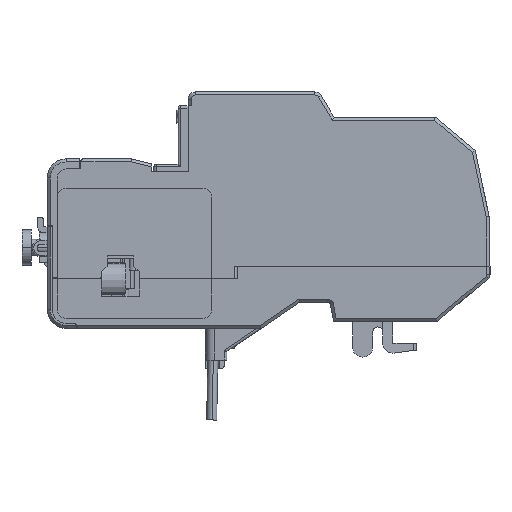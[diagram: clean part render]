
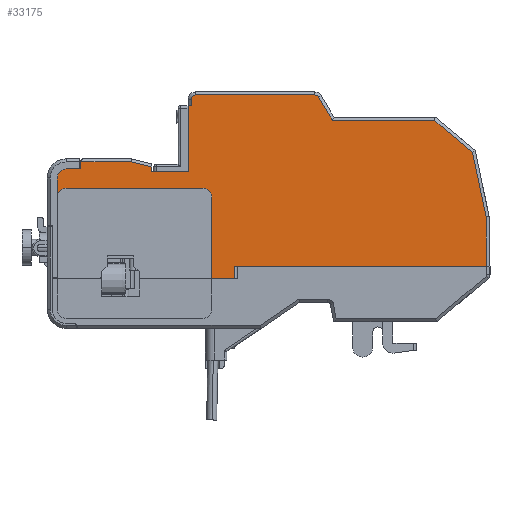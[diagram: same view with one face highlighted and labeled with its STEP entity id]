
A CAD part, left-side view. The second image highlights one B-rep face of the part: STEP entity #33175.
In plain terms, the highlighted planar face has unit normal (-1, 0, 0).
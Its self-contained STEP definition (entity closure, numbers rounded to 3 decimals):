
#259=DIRECTION('',(0.,1.,0.));
#260=VECTOR('',#259,7.2);
#261=CARTESIAN_POINT('',(-22.,9.7,18.8));
#262=LINE('',#261,#260);
#521=DIRECTION('',(0.,-1.,0.));
#522=VECTOR('',#521,4.5);
#523=CARTESIAN_POINT('',(-22.,5.,-2.4));
#524=LINE('',#523,#522);
#708=DIRECTION('',(0.,0.,-1.));
#709=VECTOR('',#708,3.8);
#710=CARTESIAN_POINT('',(-22.,35.7,17.6));
#711=LINE('',#710,#709);
#3349=DIRECTION('',(0.,0.,-1.));
#3350=VECTOR('',#3349,1.4);
#3351=CARTESIAN_POINT('',(-22.,31.,20.8));
#3352=LINE('',#3351,#3350);
#3728=DIRECTION('',(0.,-1.,0.));
#3729=VECTOR('',#3728,50.2);
#3730=CARTESIAN_POINT('',(-22.,0.5,0.));
#3731=LINE('',#3730,#3729);
#10742=DIRECTION('',(0.,0.,1.));
#10743=VECTOR('',#10742,16.2);
#10744=CARTESIAN_POINT('',(-22.,5.,-2.4));
#10745=LINE('',#10744,#10743);
#10746=CARTESIAN_POINT('',(-22.,6.8,13.8));
#10747=DIRECTION('',(-1.,0.,0.));
#10748=DIRECTION('',(0.,-1.,0.));
#10749=AXIS2_PLACEMENT_3D('',#10746,#10747,#10748);
#10751=DIRECTION('',(0.,1.,0.));
#10752=VECTOR('',#10751,27.1);
#10753=CARTESIAN_POINT('',(-22.,6.8,15.6));
#10754=LINE('',#10753,#10752);
#10755=CARTESIAN_POINT('',(-22.,33.9,13.8));
#10756=DIRECTION('',(-1.,0.,0.));
#10757=DIRECTION('',(0.,0.,1.));
#10758=AXIS2_PLACEMENT_3D('',#10755,#10756,#10757);
#10760=CARTESIAN_POINT('',(-22.,33.9,17.6));
#10761=DIRECTION('',(-1.,0.,0.));
#10762=DIRECTION('',(0.,0.,1.));
#10763=AXIS2_PLACEMENT_3D('',#10760,#10761,#10762);
#10765=DIRECTION('',(0.,-1.,0.));
#10766=VECTOR('',#10765,2.9);
#10767=CARTESIAN_POINT('',(-22.,33.9,19.4));
#10768=LINE('',#10767,#10766);
#10769=DIRECTION('',(0.,1.,0.));
#10770=VECTOR('',#10769,10.026);
#10771=CARTESIAN_POINT('',(-22.,20.974,20.8));
#10772=LINE('',#10771,#10770);
#10773=DIRECTION('',(0.,0.97,0.243));
#10774=VECTOR('',#10773,4.199);
#10775=CARTESIAN_POINT('',(-22.,16.9,19.782));
#10776=LINE('',#10775,#10774);
#10777=DIRECTION('',(0.,0.,1.));
#10778=VECTOR('',#10777,0.982);
#10779=CARTESIAN_POINT('',(-22.,16.9,18.8));
#10780=LINE('',#10779,#10778);
#10781=DIRECTION('',(0.,0.,1.));
#10782=VECTOR('',#10781,13.2);
#10783=CARTESIAN_POINT('',(-22.,9.7,18.8));
#10784=LINE('',#10783,#10782);
#10785=DIRECTION('',(0.,0.,-1.));
#10786=VECTOR('',#10785,1.2);
#10787=CARTESIAN_POINT('',(-22.,9.1,33.2));
#10788=LINE('',#10787,#10786);
#10789=CARTESIAN_POINT('',(-22.,8.2,33.2));
#10790=DIRECTION('',(-1.,0.,0.));
#10791=DIRECTION('',(0.,0.,1.));
#10792=AXIS2_PLACEMENT_3D('',#10789,#10790,#10791);
#10794=DIRECTION('',(0.,1.,0.));
#10795=VECTOR('',#10794,23.651);
#10796=CARTESIAN_POINT('',(-22.,-15.451,34.1));
#10797=LINE('',#10796,#10795);
#10798=CARTESIAN_POINT('',(-22.,-15.451,33.2));
#10799=DIRECTION('',(-1.,0.,0.));
#10800=DIRECTION('',(0.,-0.857,0.514));
#10801=AXIS2_PLACEMENT_3D('',#10798,#10799,#10800);
#10803=DIRECTION('',(0.,0.514,0.857));
#10804=VECTOR('',#10803,5.321);
#10805=CARTESIAN_POINT('',(-22.,-18.96,29.1));
#10806=LINE('',#10805,#10804);
#10807=DIRECTION('',(0.,1.,0.));
#10808=VECTOR('',#10807,20.199);
#10809=CARTESIAN_POINT('',(-22.,-39.159,29.1));
#10810=LINE('',#10809,#10808);
#10811=DIRECTION('',(0.,0.766,0.643));
#10812=VECTOR('',#10811,9.998);
#10813=CARTESIAN_POINT('',(-22.,-46.818,22.673));
#10814=LINE('',#10813,#10812);
#10815=DIRECTION('',(0.,0.208,0.978));
#10816=VECTOR('',#10815,13.026);
#10817=CARTESIAN_POINT('',(-22.,-49.527,9.932));
#10818=LINE('',#10817,#10816);
#10819=DIRECTION('',(0.,0.017,1.));
#10820=VECTOR('',#10819,9.933);
#10821=CARTESIAN_POINT('',(-22.,-49.7,0.));
#10822=LINE('',#10821,#10820);
#10823=DIRECTION('',(0.,0.,1.));
#10824=VECTOR('',#10823,2.4);
#10825=CARTESIAN_POINT('',(-22.,0.5,-2.4));
#10826=LINE('',#10825,#10824);
#12085=DIRECTION('',(0.,-1.,0.));
#12086=VECTOR('',#12085,0.6);
#12087=CARTESIAN_POINT('',(-22.,9.7,32.));
#12088=LINE('',#12087,#12086);
#17743=CARTESIAN_POINT('',(-22.,16.9,18.8));
#17745=VERTEX_POINT('',#17743);
#17984=CARTESIAN_POINT('',(-22.,33.9,19.4));
#17985=CARTESIAN_POINT('',(-22.,35.7,17.6));
#17986=VERTEX_POINT('',#17984);
#17987=VERTEX_POINT('',#17985);
#17988=CARTESIAN_POINT('',(-22.,31.,19.4));
#17989=VERTEX_POINT('',#17988);
#18314=CARTESIAN_POINT('',(-22.,-49.7,0.));
#18316=VERTEX_POINT('',#18314);
#18317=CARTESIAN_POINT('',(-22.,-49.527,9.932));
#18318=VERTEX_POINT('',#18317);
#18323=CARTESIAN_POINT('',(-22.,-46.818,22.673));
#18324=VERTEX_POINT('',#18323);
#18327=CARTESIAN_POINT('',(-22.,-39.159,29.1));
#18328=VERTEX_POINT('',#18327);
#18331=CARTESIAN_POINT('',(-22.,-18.96,29.1));
#18332=VERTEX_POINT('',#18331);
#18333=CARTESIAN_POINT('',(-22.,-16.222,33.663));
#18334=VERTEX_POINT('',#18333);
#18361=CARTESIAN_POINT('',(-22.,20.974,20.8));
#18362=CARTESIAN_POINT('',(-22.,31.,20.8));
#18363=VERTEX_POINT('',#18361);
#18364=VERTEX_POINT('',#18362);
#18366=CARTESIAN_POINT('',(-22.,16.9,19.782));
#18368=VERTEX_POINT('',#18366);
#18405=CARTESIAN_POINT('',(-22.,8.2,34.1));
#18406=CARTESIAN_POINT('',(-22.,9.1,33.2));
#18407=VERTEX_POINT('',#18405);
#18408=VERTEX_POINT('',#18406);
#18413=CARTESIAN_POINT('',(-22.,-15.451,34.1));
#18414=VERTEX_POINT('',#18413);
#18433=CARTESIAN_POINT('',(-22.,9.1,32.));
#18435=VERTEX_POINT('',#18433);
#18441=CARTESIAN_POINT('',(-22.,9.7,18.8));
#18442=VERTEX_POINT('',#18441);
#18445=CARTESIAN_POINT('',(-22.,9.7,32.));
#18446=VERTEX_POINT('',#18445);
#20069=CARTESIAN_POINT('',(-22.,0.5,-2.4));
#20070=VERTEX_POINT('',#20069);
#20071=CARTESIAN_POINT('',(-22.,0.5,0.));
#20072=VERTEX_POINT('',#20071);
#21092=CARTESIAN_POINT('',(-22.,5.,-2.4));
#21094=VERTEX_POINT('',#21092);
#21096=CARTESIAN_POINT('',(-22.,5.,13.8));
#21097=VERTEX_POINT('',#21096);
#21098=CARTESIAN_POINT('',(-22.,6.8,15.6));
#21099=VERTEX_POINT('',#21098);
#21100=CARTESIAN_POINT('',(-22.,33.9,15.6));
#21101=VERTEX_POINT('',#21100);
#21102=CARTESIAN_POINT('',(-22.,35.7,13.8));
#21103=VERTEX_POINT('',#21102);
#33123=CARTESIAN_POINT('',(-22.,36.7,-2.4));
#33124=DIRECTION('',(-1.,0.,0.));
#33125=DIRECTION('',(0.,-1.,0.));
#33126=AXIS2_PLACEMENT_3D('',#33123,#33124,#33125);
#33127=PLANE('',#33126);
#33129=ORIENTED_EDGE('',*,*,#33128,.T.);
#33131=ORIENTED_EDGE('',*,*,#33130,.T.);
#33133=ORIENTED_EDGE('',*,*,#33132,.T.);
#33135=ORIENTED_EDGE('',*,*,#33134,.T.);
#33136=ORIENTED_EDGE('',*,*,#21900,.F.);
#33138=ORIENTED_EDGE('',*,*,#33137,.F.);
#33140=ORIENTED_EDGE('',*,*,#33139,.T.);
#33141=ORIENTED_EDGE('',*,*,#25333,.F.);
#33143=ORIENTED_EDGE('',*,*,#33142,.F.);
#33145=ORIENTED_EDGE('',*,*,#33144,.F.);
#33147=ORIENTED_EDGE('',*,*,#33146,.F.);
#33148=ORIENTED_EDGE('',*,*,#21454,.F.);
#33149=ORIENTED_EDGE('',*,*,#28468,.T.);
#33151=ORIENTED_EDGE('',*,*,#33150,.T.);
#33153=ORIENTED_EDGE('',*,*,#33152,.F.);
#33155=ORIENTED_EDGE('',*,*,#33154,.F.);
#33157=ORIENTED_EDGE('',*,*,#33156,.F.);
#33159=ORIENTED_EDGE('',*,*,#33158,.F.);
#33161=ORIENTED_EDGE('',*,*,#33160,.F.);
#33163=ORIENTED_EDGE('',*,*,#33162,.F.);
#33165=ORIENTED_EDGE('',*,*,#33164,.F.);
#33167=ORIENTED_EDGE('',*,*,#33166,.F.);
#33169=ORIENTED_EDGE('',*,*,#33168,.F.);
#33170=ORIENTED_EDGE('',*,*,#25641,.F.);
#33171=ORIENTED_EDGE('',*,*,#33117,.F.);
#33172=ORIENTED_EDGE('',*,*,#21766,.F.);
#33173=EDGE_LOOP('',(#33129,#33131,#33133,#33135,#33136,#33138,#33140,#33141,
#33143,#33145,#33147,#33148,#33149,#33151,#33153,#33155,#33157,#33159,#33161,
#33163,#33165,#33167,#33169,#33170,#33171,#33172));
#33174=FACE_OUTER_BOUND('',#33173,.F.);
#33175=ADVANCED_FACE('',(#33174),#33127,.T.);
#10750=CIRCLE('',#10749,1.8);
#10759=CIRCLE('',#10758,1.8);
#10764=CIRCLE('',#10763,1.8);
#10793=CIRCLE('',#10792,0.9);
#10802=CIRCLE('',#10801,0.9);
#21454=EDGE_CURVE('',#18442,#17745,#262,.T.);
#21766=EDGE_CURVE('',#21094,#20070,#524,.T.);
#21900=EDGE_CURVE('',#17987,#21103,#711,.T.);
#25333=EDGE_CURVE('',#18364,#17989,#3352,.T.);
#25641=EDGE_CURVE('',#20072,#18316,#3731,.T.);
#28468=EDGE_CURVE('',#18442,#18446,#10784,.T.);
#33117=EDGE_CURVE('',#20070,#20072,#10826,.T.);
#33128=EDGE_CURVE('',#21094,#21097,#10745,.T.);
#33130=EDGE_CURVE('',#21097,#21099,#10750,.T.);
#33132=EDGE_CURVE('',#21099,#21101,#10754,.T.);
#33134=EDGE_CURVE('',#21101,#21103,#10759,.T.);
#33137=EDGE_CURVE('',#17986,#17987,#10764,.T.);
#33139=EDGE_CURVE('',#17986,#17989,#10768,.T.);
#33142=EDGE_CURVE('',#18363,#18364,#10772,.T.);
#33144=EDGE_CURVE('',#18368,#18363,#10776,.T.);
#33146=EDGE_CURVE('',#17745,#18368,#10780,.T.);
#33150=EDGE_CURVE('',#18446,#18435,#12088,.T.);
#33152=EDGE_CURVE('',#18408,#18435,#10788,.T.);
#33154=EDGE_CURVE('',#18407,#18408,#10793,.T.);
#33156=EDGE_CURVE('',#18414,#18407,#10797,.T.);
#33158=EDGE_CURVE('',#18334,#18414,#10802,.T.);
#33160=EDGE_CURVE('',#18332,#18334,#10806,.T.);
#33162=EDGE_CURVE('',#18328,#18332,#10810,.T.);
#33164=EDGE_CURVE('',#18324,#18328,#10814,.T.);
#33166=EDGE_CURVE('',#18318,#18324,#10818,.T.);
#33168=EDGE_CURVE('',#18316,#18318,#10822,.T.);
